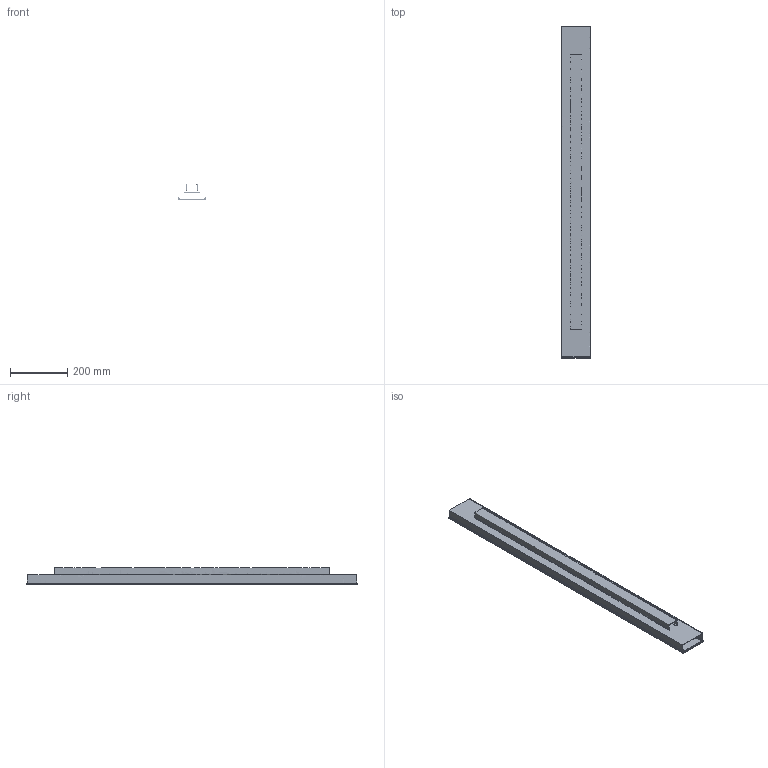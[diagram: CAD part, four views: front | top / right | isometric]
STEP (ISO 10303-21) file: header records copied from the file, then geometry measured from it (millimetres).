
FILE_DESCRIPTION(/* description */ (''),/* implementation_level */ '2;1');
FILE_NAME(/* name */ 'HOY LINEAR 1154 System Module',/* time_stamp */ '2020-01-09T11:29:32+01:00',/* author */ (''),/* organization */ (''),/* preprocessor_version */ 'ST-DEVELOPER v15',/* originating_system */ '',/* authorisation */ '');
FILE_SCHEMA (('AUTOMOTIVE_DESIGN'));
Length unit declared in the file: millimetre
Products named in the file (1): Document
Bounding box: 100.6 x 1162 x 58.5 mm (x, y, z)
Volume: 1108740.2 mm3; surface area: 968646.4 mm2
Topology: 139 solids, 139 shells, 3016 faces, 8208 edges, 5472 vertices
Faces by surface type: plane 2968, bspline 48
Entity records: 84110 total; most frequent: CARTESIAN_POINT 26426, ORIENTED_EDGE 16416, EDGE_CURVE 8208, B_SPLINE_CURVE_WITH_KNOTS 8096, VERTEX_POINT 5472, EDGE_LOOP 3018, ADVANCED_FACE 3016, FACE_OUTER_BOUND 3016
